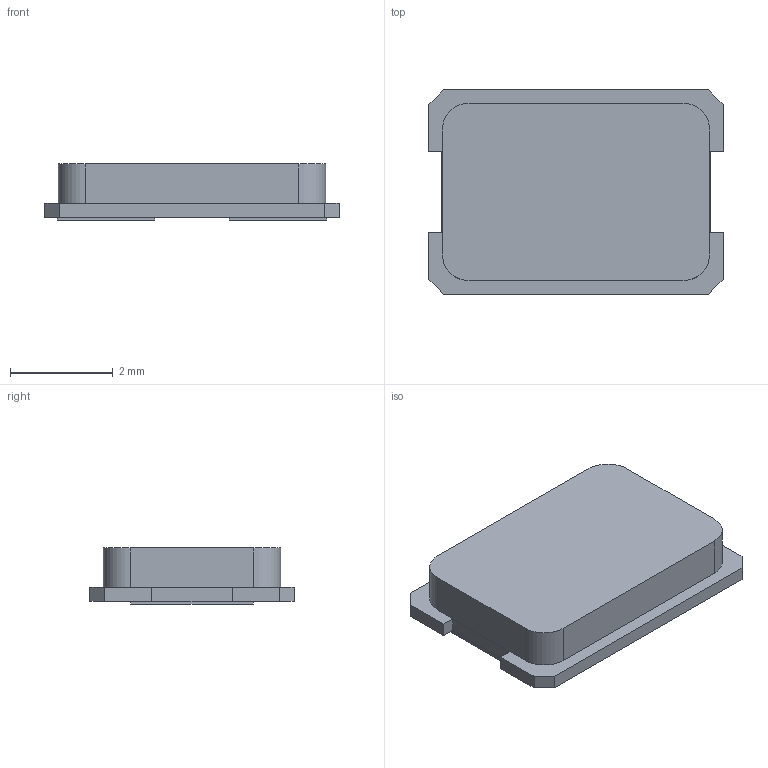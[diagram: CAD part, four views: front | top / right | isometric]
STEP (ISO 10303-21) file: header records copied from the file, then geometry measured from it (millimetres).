
FILE_DESCRIPTION(('STEP AP214'),'1');
FILE_NAME('xtal2_CX5032GB_AVX','2020-10-10T12:45:33',(''),(''),'','','');
FILE_SCHEMA(('AUTOMOTIVE_DESIGN'));
Length unit declared in the file: millimetre
Products named in the file (1): product
Bounding box: 5.73 x 3.98 x 1.09 mm (x, y, z)
Volume: 20.1 mm3; surface area: 116.2 mm2
Topology: 4 solids, 4 shells, 40 faces, 96 edges, 64 vertices
Faces by surface type: plane 36, cylinder 4
Entity records: 1145 total; most frequent: ORIENTED_EDGE 192, DIRECTION 186, CARTESIAN_POINT 113, EDGE_CURVE 96, LINE 88, VECTOR 88, VERTEX_POINT 64, AXIS2_PLACEMENT_3D 49
